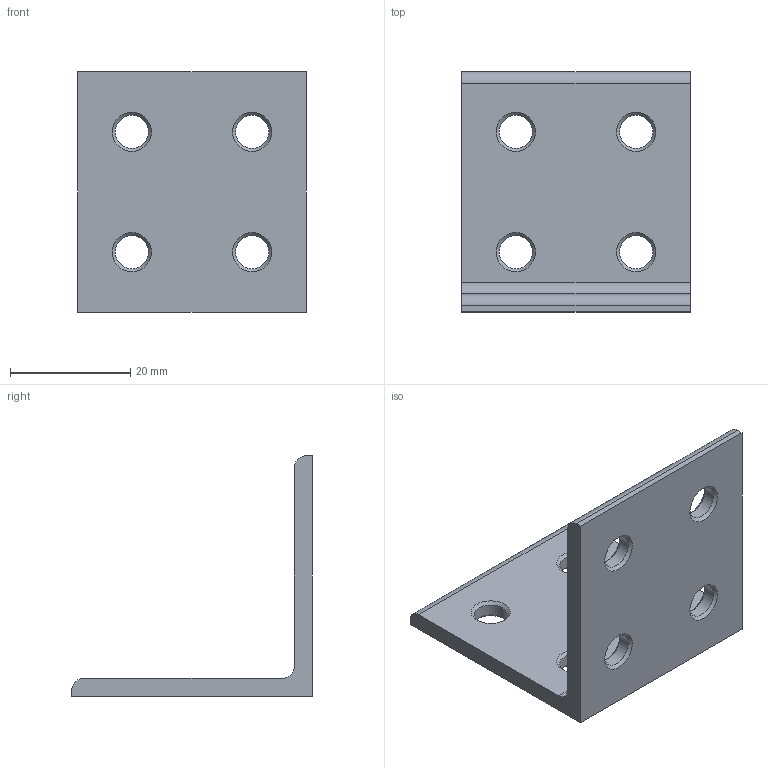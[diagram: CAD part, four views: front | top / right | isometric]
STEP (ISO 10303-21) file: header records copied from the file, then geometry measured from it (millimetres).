
FILE_DESCRIPTION(/* description */ ('KriTec Winkel 5 Al 40x40x38x3 Softline'),/* implementation_level */ '2;1');
FILE_NAME(/* name */ '14036_KriTec_Winkel_5_Al_40x40x38x3_Softline.stp',/* time_stamp */ '2019-01-30T13:57:52+01:00',/* author */ ('jendrek'),/* organization */ (''),/* preprocessor_version */ 'ST-DEVELOPER v17',/* originating_system */ 'Autodesk Inventor 2018',/* authorisation */ '');
FILE_SCHEMA (('AUTOMOTIVE_DESIGN { 1 0 10303 214 3 1 1 }'));
Length unit declared in the file: millimetre
Products named in the file (1): 14036
Bounding box: 38 x 40 x 40 mm (x, y, z)
Volume: 8138.5 mm3; surface area: 6401.2 mm2
Topology: 1 solids, 1 shells, 35 faces, 115 edges, 82 vertices
Faces by surface type: cone 16, cylinder 11, plane 8
Full cylindrical faces by diameter (mm): 5.5 x8
Entity records: 1433 total; most frequent: DIRECTION 257, CARTESIAN_POINT 233, ORIENTED_EDGE 230, EDGE_CURVE 115, AXIS2_PLACEMENT_3D 106, VERTEX_POINT 82, CIRCLE 70, EDGE_LOOP 51
